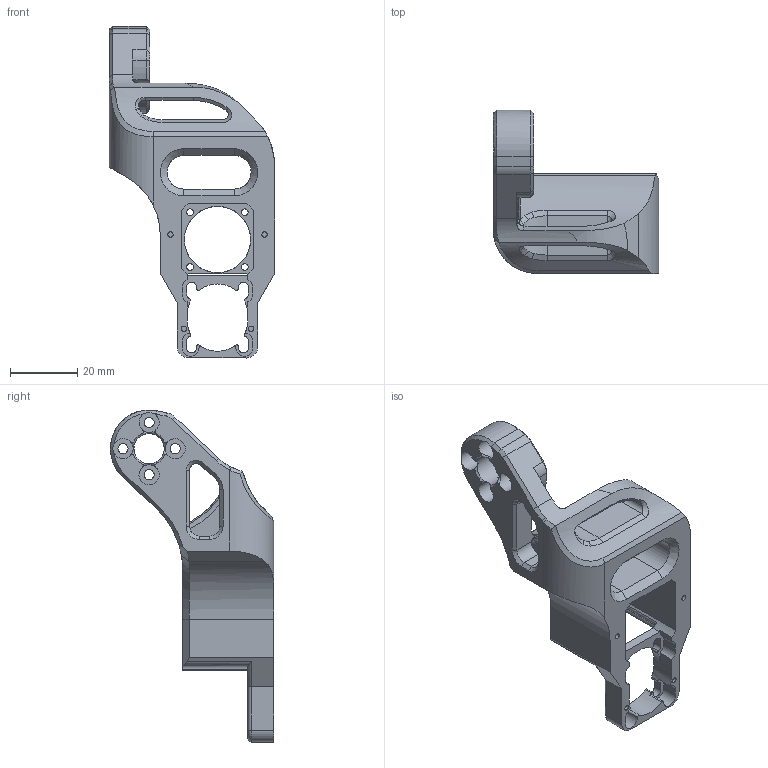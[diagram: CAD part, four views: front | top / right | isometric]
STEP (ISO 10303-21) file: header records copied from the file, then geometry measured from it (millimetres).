
FILE_DESCRIPTION(/* description */ (''),/* implementation_level */ '2;1');
FILE_NAME(/* name */ 'Metal Part (1).step',/* time_stamp */ '2024-04-16T04:08:43-04:00',/* author */ (''),/* organization */ (''),/* preprocessor_version */ 'ST-DEVELOPER v20',/* originating_system */ 'Autodesk Translation Framework v12.20.1.177',/* authorisation */ '');
FILE_SCHEMA (('AUTOMOTIVE_DESIGN { 1 0 10303 214 3 1 1 }'));
Length unit declared in the file: millimetre
Products named in the file (1): Metal Part (1)
Bounding box: 49.15 x 48.48 x 98.69 mm (x, y, z)
Volume: 38793.3 mm3; surface area: 15712.7 mm2
Topology: 1 solids, 1 shells, 268 faces, 745 edges, 477 vertices
Faces by surface type: cylinder 102, plane 95, bspline 41, cone 24, torus 6
Full cylindrical faces by diameter (mm): 1.623 x4, 2 x4, 3 x4, 3.5 x1, 6 x4, 9 x1, 19.7 x1
Entity records: 11568 total; most frequent: CARTESIAN_POINT 4732, ORIENTED_EDGE 1490, DIRECTION 1357, EDGE_CURVE 745, AXIS2_PLACEMENT_3D 503, VERTEX_POINT 477, LINE 351, VECTOR 351
